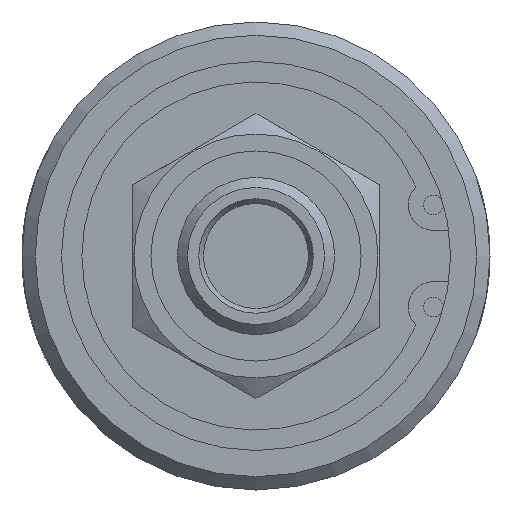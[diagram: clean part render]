
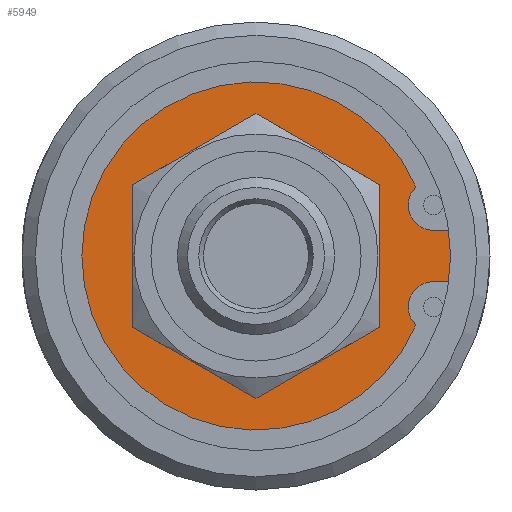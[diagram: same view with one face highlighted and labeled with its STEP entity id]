
A CAD part, left-side view. The second image highlights one B-rep face of the part: STEP entity #5949.
In plain terms, the highlighted planar face has unit normal (-1, 0, 0).
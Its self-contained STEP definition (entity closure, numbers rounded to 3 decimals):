
#626=FACE_BOUND('',#1059,.T.);
#698=FACE_OUTER_BOUND('',#1058,.T.);
#1058=EDGE_LOOP('',(#4060,#4061,#4062,#4063,#4064,#4065));
#1059=EDGE_LOOP('',(#4066,#4067));
#1416=LINE('',#7950,#1750);
#1421=LINE('',#7968,#1755);
#1750=VECTOR('',#6743,10.);
#1755=VECTOR('',#6758,10.);
#2089=CIRCLE('',#6303,3.048);
#2090=CIRCLE('',#6305,3.048);
#2091=CIRCLE('',#6307,21.057);
#2121=CIRCLE('',#6359,13.9);
#2122=CIRCLE('',#6360,13.9);
#2134=CIRCLE('',#6378,25.375);
#2336=VERTEX_POINT('',#7947);
#2337=VERTEX_POINT('',#7949);
#2341=VERTEX_POINT('',#7965);
#2342=VERTEX_POINT('',#7967);
#2343=VERTEX_POINT('',#7971);
#2344=VERTEX_POINT('',#7975);
#2387=VERTEX_POINT('',#8131);
#2388=VERTEX_POINT('',#8132);
#2959=EDGE_CURVE('',#2337,#2336,#1416,.T.);
#2967=EDGE_CURVE('',#2342,#2341,#1421,.T.);
#2969=EDGE_CURVE('',#2343,#2337,#2089,.T.);
#2971=EDGE_CURVE('',#2341,#2344,#2090,.T.);
#2973=EDGE_CURVE('',#2344,#2343,#2091,.T.);
#3033=EDGE_CURVE('',#2387,#2388,#2121,.T.);
#3034=EDGE_CURVE('',#2388,#2387,#2122,.T.);
#3050=EDGE_CURVE('',#2336,#2342,#2134,.T.);
#4060=ORIENTED_EDGE('',*,*,#2959,.T.);
#4061=ORIENTED_EDGE('',*,*,#3050,.T.);
#4062=ORIENTED_EDGE('',*,*,#2967,.T.);
#4063=ORIENTED_EDGE('',*,*,#2971,.T.);
#4064=ORIENTED_EDGE('',*,*,#2973,.T.);
#4065=ORIENTED_EDGE('',*,*,#2969,.T.);
#4066=ORIENTED_EDGE('',*,*,#3033,.T.);
#4067=ORIENTED_EDGE('',*,*,#3034,.T.);
#5744=PLANE('',#6377);
#5949=ADVANCED_FACE('',(#698,#626),#5744,.F.);
#6303=AXIS2_PLACEMENT_3D('',#7972,#6762,#6763);
#6305=AXIS2_PLACEMENT_3D('',#7976,#6767,#6768);
#6307=AXIS2_PLACEMENT_3D('',#7979,#6772,#6773);
#6359=AXIS2_PLACEMENT_3D('',#8133,#6892,#6893);
#6360=AXIS2_PLACEMENT_3D('',#8134,#6894,#6895);
#6377=AXIS2_PLACEMENT_3D('',#8165,#6932,#6933);
#6378=AXIS2_PLACEMENT_3D('',#8166,#6934,#6935);
#6743=DIRECTION('',(0.,-1.,0.));
#6758=DIRECTION('',(0.,1.,0.));
#6762=DIRECTION('center_axis',(1.,0.,0.));
#6763=DIRECTION('ref_axis',(0.,0.,1.));
#6767=DIRECTION('center_axis',(1.,0.,0.));
#6768=DIRECTION('ref_axis',(0.,0.926,-0.377));
#6772=DIRECTION('center_axis',(-1.,0.,0.));
#6773=DIRECTION('ref_axis',(0.,1.,0.));
#6892=DIRECTION('center_axis',(1.,0.,0.));
#6893=DIRECTION('ref_axis',(0.,1.,0.));
#6894=DIRECTION('center_axis',(1.,0.,0.));
#6895=DIRECTION('ref_axis',(0.,1.,0.));
#6932=DIRECTION('center_axis',(1.,0.,0.));
#6933=DIRECTION('ref_axis',(0.,0.,-1.));
#6934=DIRECTION('center_axis',(-1.,0.,0.));
#6935=DIRECTION('ref_axis',(0.,1.,0.));
#7947=CARTESIAN_POINT('',(3.968,-25.184,-3.112));
#7949=CARTESIAN_POINT('',(3.968,-21.461,-3.112));
#7950=CARTESIAN_POINT('',(3.968,-3.131,-3.112));
#7965=CARTESIAN_POINT('',(3.968,-21.461,3.112));
#7967=CARTESIAN_POINT('',(3.968,-25.184,3.112));
#7968=CARTESIAN_POINT('',(3.968,-1.269,3.112));
#7971=CARTESIAN_POINT('',(3.968,-19.334,-8.343));
#7972=CARTESIAN_POINT('Origin',(3.968,-21.461,-6.16));
#7975=CARTESIAN_POINT('',(3.968,-19.334,8.343));
#7976=CARTESIAN_POINT('Origin',(3.968,-21.461,6.16));
#7979=CARTESIAN_POINT('Origin',(3.968,0.,0.));
#8131=CARTESIAN_POINT('',(3.968,13.9,0.));
#8132=CARTESIAN_POINT('',(3.968,-13.9,0.));
#8133=CARTESIAN_POINT('Origin',(3.968,0.,0.));
#8134=CARTESIAN_POINT('Origin',(3.968,0.,0.));
#8165=CARTESIAN_POINT('Origin',(3.968,18.923,0.));
#8166=CARTESIAN_POINT('Origin',(3.968,0.,0.));
